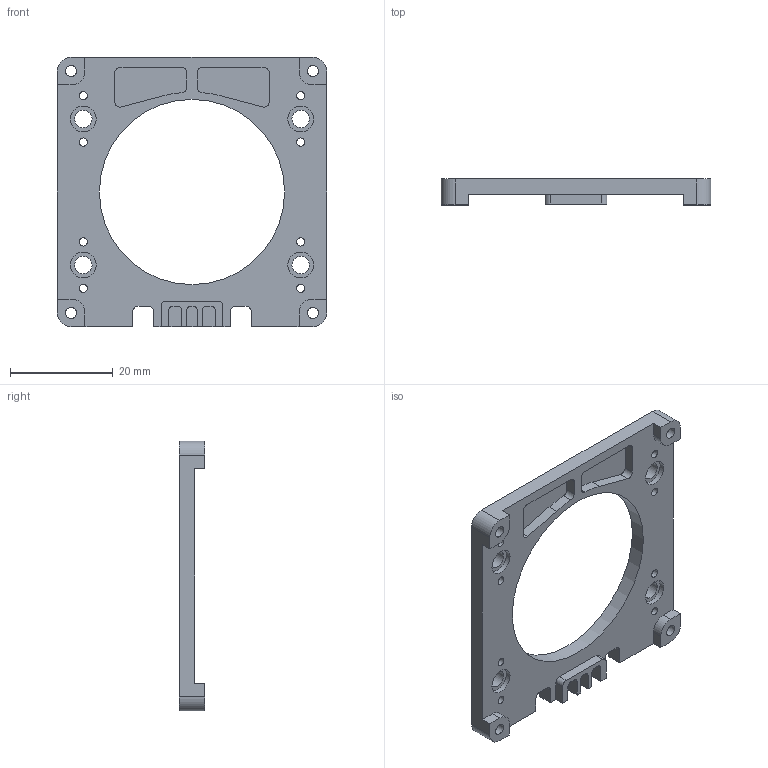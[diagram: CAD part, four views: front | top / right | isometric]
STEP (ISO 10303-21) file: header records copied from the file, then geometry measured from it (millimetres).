
FILE_DESCRIPTION(/* description */ (''),/* implementation_level */ '2;1');
FILE_NAME(/* name */ 'Servo-Middle v19.step',/* time_stamp */ '2022-09-29T22:45:44+02:00',/* author */ (''),/* organization */ (''),/* preprocessor_version */ 'ST-DEVELOPER v19',/* originating_system */ 'Autodesk Translation Framework v11.7.0.108',/* authorisation */ '');
FILE_SCHEMA (('AUTOMOTIVE_DESIGN { 1 0 10303 214 3 1 1 }'));
Length unit declared in the file: millimetre
Products named in the file (1): Servo-Middle
Bounding box: 52.4 x 5 x 52.4 mm (x, y, z)
Volume: 4563.2 mm3; surface area: 5185.5 mm2
Topology: 1 solids, 1 shells, 123 faces, 321 edges, 214 vertices
Faces by surface type: plane 64, cylinder 59
Full cylindrical faces by diameter (mm): 1.6 x8, 2.2 x4, 3.4 x12, 5 x4, 36 x1
Entity records: 3914 total; most frequent: DIRECTION 687, CARTESIAN_POINT 659, ORIENTED_EDGE 642, EDGE_CURVE 321, AXIS2_PLACEMENT_3D 242, VERTEX_POINT 214, LINE 203, VECTOR 203
